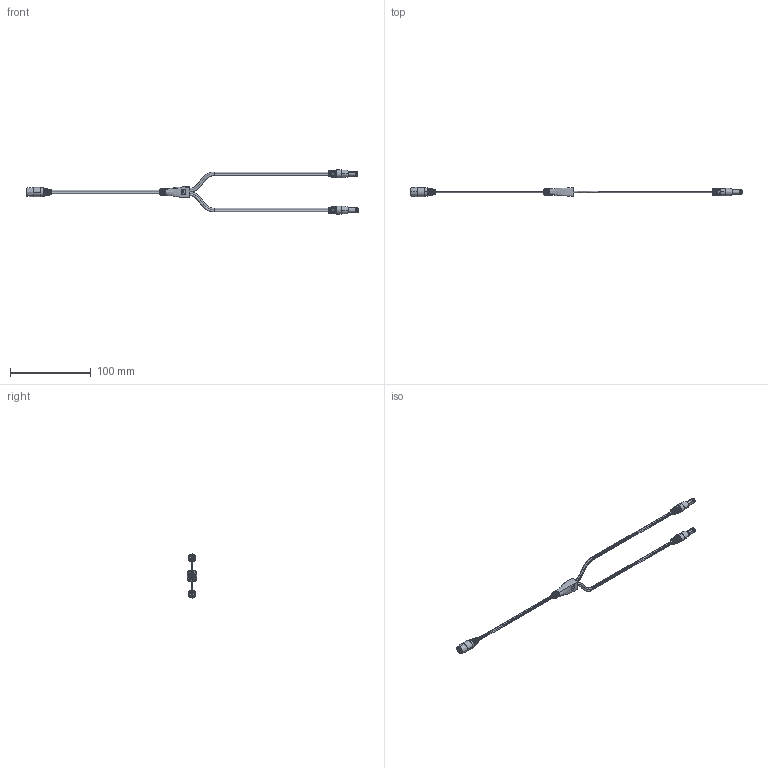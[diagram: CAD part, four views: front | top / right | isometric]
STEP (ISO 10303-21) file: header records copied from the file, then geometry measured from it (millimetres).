
FILE_DESCRIPTION (( 'STEP AP203' ), '1' );
FILE_NAME ('10-02737_revA.STEP', '2018-04-17T17:04:40', ( '' ), ( '' ), 'SwSTEP 2.0', 'SolidWorks 2015', '' );
FILE_SCHEMA (( 'CONFIG_CONTROL_DESIGN' ));
Length unit declared in the file: millimetre
Products named in the file (14): 50-00024; 24-00195_30-00007; 50-00024 contact; 24-00004; 50-00025; 10-02737_revA; 30-00007_blunt cut; 50-00025 insulator; 50-00025 contact; 50-00024 insulator; 50-00025 shell; 50-00024 shell; 50-00025 pin; 24-00003
Assembly tree (17 placements, depth 3):
  10-02737_revA
    30-00007_blunt cut  x3
    24-00004
    24-00003  x2
    50-00025
      50-00025 insulator
      50-00025 pin
      50-00025 shell
      50-00025 contact
    50-00024  x2
      50-00024 contact
      50-00024 insulator
      50-00024 shell
    24-00195_30-00007
Bounding box: 410.24 x 11.4 x 54.41 mm (x, y, z)
Volume: 12655.3 mm3; surface area: 54253 mm2
Topology: 289 solids, 289 shells, 2702 faces, 6127 edges, 4028 vertices
Faces by surface type: cylinder 1229, plane 926, bspline 384, torus 92, cone 71
Entity records: 49167 total; most frequent: CARTESIAN_POINT 18879, ORIENTED_EDGE 6120, DIRECTION 5581, EDGE_CURVE 3060, AXIS2_PLACEMENT_3D 2336, VERTEX_POINT 1997, EDGE_LOOP 1505, CIRCLE 1284
